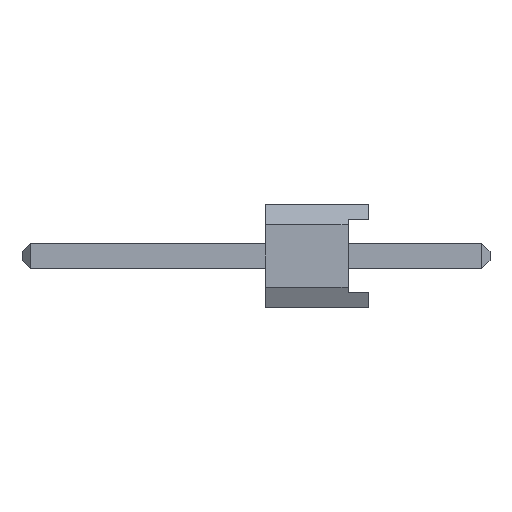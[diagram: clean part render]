
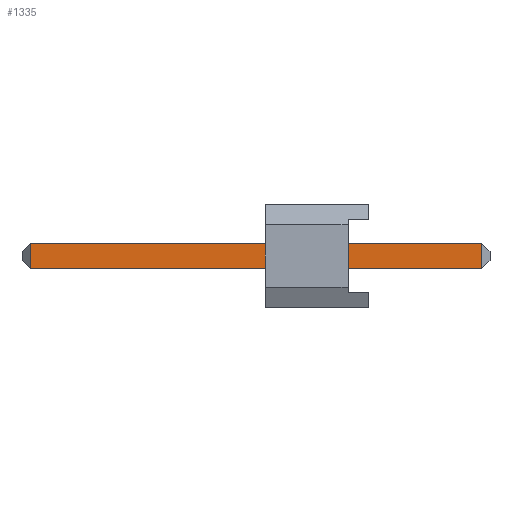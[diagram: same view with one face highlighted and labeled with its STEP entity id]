
A CAD part, left-side view. The second image highlights one B-rep face of the part: STEP entity #1335.
In plain terms, the highlighted planar face has unit normal (-1, 0, 0).
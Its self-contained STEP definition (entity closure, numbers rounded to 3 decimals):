
#2 = LINE ( 'NONE', #687, #949 ) ;
#93 = VECTOR ( 'NONE', #1510, 1000. ) ;
#127 = ORIENTED_EDGE ( 'NONE', *, *, #617, .F. ) ;
#147 = CARTESIAN_POINT ( 'NONE',  ( -0.32, -0.32, 5.77 ) ) ;
#180 = FACE_OUTER_BOUND ( 'NONE', #871, .T. ) ;
#253 = LINE ( 'NONE', #1993, #1550 ) ;
#322 = DIRECTION ( 'NONE',  ( 0., 0., -1. ) ) ;
#346 = VERTEX_POINT ( 'NONE', #1160 ) ;
#368 = CARTESIAN_POINT ( 'NONE',  ( -0.32, -0.32, -5.57 ) ) ;
#391 = ORIENTED_EDGE ( 'NONE', *, *, #2090, .F. ) ;
#469 = LINE ( 'NONE', #853, #919 ) ;
#596 = AXIS2_PLACEMENT_3D ( 'NONE', #147, #1337, #322 ) ;
#617 = EDGE_CURVE ( 'NONE', #1512, #346, #2, .T. ) ;
#673 = DIRECTION ( 'NONE',  ( 0., 0., 1. ) ) ;
#687 = CARTESIAN_POINT ( 'NONE',  ( -0.32, 0.32, 5.77 ) ) ;
#850 = VERTEX_POINT ( 'NONE', #1278 ) ;
#853 = CARTESIAN_POINT ( 'NONE',  ( -0.32, -0.32, 5.77 ) ) ;
#871 = EDGE_LOOP ( 'NONE', ( #1885, #2029, #391, #127 ) ) ;
#919 = VECTOR ( 'NONE', #1686, 1000. ) ;
#949 = VECTOR ( 'NONE', #673, 1000. ) ;
#968 = EDGE_CURVE ( 'NONE', #850, #1585, #469, .T. ) ;
#1160 = CARTESIAN_POINT ( 'NONE',  ( -0.32, 0.32, 5.57 ) ) ;
#1278 = CARTESIAN_POINT ( 'NONE',  ( -0.32, -0.32, 5.57 ) ) ;
#1335 = ADVANCED_FACE ( 'NONE', ( #180 ), #1998, .F. ) ;
#1337 = DIRECTION ( 'NONE',  ( 1., 0., 0. ) ) ;
#1341 = CARTESIAN_POINT ( 'NONE',  ( -0.32, -0.32, 5.57 ) ) ;
#1443 = LINE ( 'NONE', #1341, #93 ) ;
#1510 = DIRECTION ( 'NONE',  ( 0., -1., 0. ) ) ;
#1512 = VERTEX_POINT ( 'NONE', #1538 ) ;
#1538 = CARTESIAN_POINT ( 'NONE',  ( -0.32, 0.32, -5.57 ) ) ;
#1550 = VECTOR ( 'NONE', #2158, 1000. ) ;
#1585 = VERTEX_POINT ( 'NONE', #368 ) ;
#1686 = DIRECTION ( 'NONE',  ( 0., 0., -1. ) ) ;
#1885 = ORIENTED_EDGE ( 'NONE', *, *, #2027, .F. ) ;
#1993 = CARTESIAN_POINT ( 'NONE',  ( -0.32, -0.32, -5.57 ) ) ;
#1998 = PLANE ( 'NONE',  #596 ) ;
#2027 = EDGE_CURVE ( 'NONE', #1585, #1512, #253, .T. ) ;
#2029 = ORIENTED_EDGE ( 'NONE', *, *, #968, .F. ) ;
#2090 = EDGE_CURVE ( 'NONE', #346, #850, #1443, .T. ) ;
#2158 = DIRECTION ( 'NONE',  ( 0., 1., 0. ) ) ;
